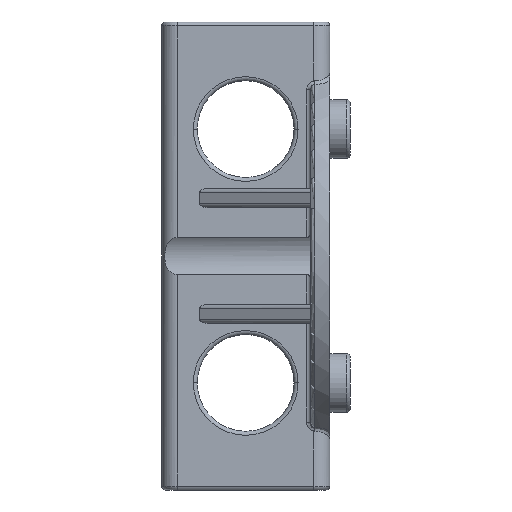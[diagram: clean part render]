
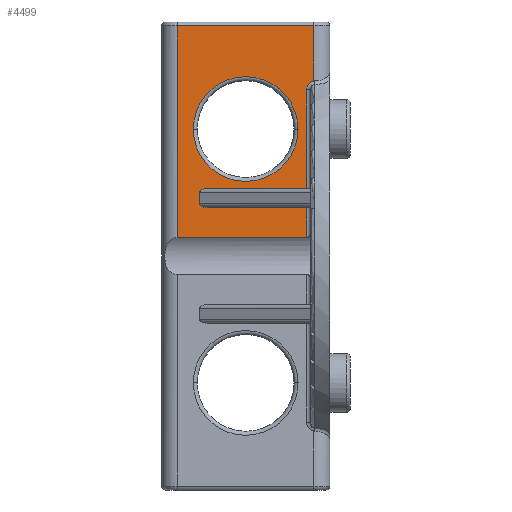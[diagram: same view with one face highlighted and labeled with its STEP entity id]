
A CAD part, left-side view. The second image highlights one B-rep face of the part: STEP entity #4499.
In plain terms, the highlighted planar face has unit normal (-1, 0, 0).
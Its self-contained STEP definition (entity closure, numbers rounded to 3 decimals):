
#54 = ORIENTED_EDGE ( 'NONE', *, *, #296, .T. ) ;
#95 = DIRECTION ( 'NONE',  ( 0., 0., 1. ) ) ;
#103 = ORIENTED_EDGE ( 'NONE', *, *, #3010, .T. ) ;
#124 = DIRECTION ( 'NONE',  ( 0., 1., 0. ) ) ;
#130 = CARTESIAN_POINT ( 'NONE',  ( -5.3, 1., 14.75 ) ) ;
#140 = EDGE_CURVE ( 'NONE', #1553, #2029, #357, .T. ) ;
#177 = CARTESIAN_POINT ( 'NONE',  ( -5.3, 8.2, 4.146 ) ) ;
#191 = CARTESIAN_POINT ( 'NONE',  ( -5.3, 7.991, 4.25 ) ) ;
#200 = EDGE_CURVE ( 'NONE', #4313, #3875, #2124, .T. ) ;
#259 = LINE ( 'NONE', #3309, #2895 ) ;
#296 = EDGE_CURVE ( 'NONE', #3043, #3654, #1648, .T. ) ;
#339 = LINE ( 'NONE', #4126, #3382 ) ;
#357 = LINE ( 'NONE', #3811, #4119 ) ;
#438 = ORIENTED_EDGE ( 'NONE', *, *, #1360, .T. ) ;
#525 = VECTOR ( 'NONE', #3469, 1000. ) ;
#554 = CARTESIAN_POINT ( 'NONE',  ( -5.3, 1.409, 10.732 ) ) ;
#570 = CARTESIAN_POINT ( 'NONE',  ( -5.3, 8.2, 4. ) ) ;
#627 = VERTEX_POINT ( 'NONE', #1045 ) ;
#630 = CARTESIAN_POINT ( 'NONE',  ( -5.3, 9.6, 1.163 ) ) ;
#646 = ORIENTED_EDGE ( 'NONE', *, *, #3668, .T. ) ;
#706 = ORIENTED_EDGE ( 'NONE', *, *, #140, .T. ) ;
#722 = ORIENTED_EDGE ( 'NONE', *, *, #2148, .F. ) ;
#750 = FACE_BOUND ( 'NONE', #832, .T. ) ;
#790 = CARTESIAN_POINT ( 'NONE',  ( -5.3, 2., 8. ) ) ;
#829 = VERTEX_POINT ( 'NONE', #3389 ) ;
#832 = EDGE_LOOP ( 'NONE', ( #3226, #103 ) ) ;
#846 = CARTESIAN_POINT ( 'NONE',  ( -5.3, 7.991, 3.05 ) ) ;
#879 = CARTESIAN_POINT ( 'NONE',  ( -5.3, 1.25, 10.941 ) ) ;
#1023 = EDGE_CURVE ( 'NONE', #2489, #3399, #3844, .T. ) ;
#1045 = CARTESIAN_POINT ( 'NONE',  ( -5.3, 1.45, 1.163 ) ) ;
#1054 = ORIENTED_EDGE ( 'NONE', *, *, #2425, .F. ) ;
#1122 = CARTESIAN_POINT ( 'NONE',  ( -5.3, 1., 14.5 ) ) ;
#1188 = CARTESIAN_POINT ( 'NONE',  ( -5.3, 8.2, 3.154 ) ) ;
#1221 = CARTESIAN_POINT ( 'NONE',  ( -5.3, 1., 11.03 ) ) ;
#1230 = DIRECTION ( 'NONE',  ( 1., 0., 0. ) ) ;
#1258 = CARTESIAN_POINT ( 'NONE',  ( -5.3, 5.3, 8. ) ) ;
#1292 = AXIS2_PLACEMENT_3D ( 'NONE', #2593, #1511, #124 ) ;
#1352 = LINE ( 'NONE', #4536, #2292 ) ;
#1360 = EDGE_CURVE ( 'NONE', #829, #3043, #339, .T. ) ;
#1437 = LINE ( 'NONE', #2226, #2161 ) ;
#1506 = CARTESIAN_POINT ( 'NONE',  ( -5.3, 8.2, 3.3 ) ) ;
#1511 = DIRECTION ( 'NONE',  ( 1., 0., 0. ) ) ;
#1514 = EDGE_LOOP ( 'NONE', ( #722, #3535, #1054, #3209, #1782, #4378, #646, #438, #54, #2368, #3491, #706 ) ) ;
#1553 = VERTEX_POINT ( 'NONE', #4232 ) ;
#1571 = EDGE_CURVE ( 'NONE', #3399, #1829, #2003, .T. ) ;
#1582 = CARTESIAN_POINT ( 'NONE',  ( -5.3, 8.2, 3.3 ) ) ;
#1648 = B_SPLINE_CURVE_WITH_KNOTS ( 'NONE', 3,
 ( #3350, #4061, #554, #879, #2995, #1221 ),
 .UNSPECIFIED., .F., .F.,
 ( 4, 2, 4 ),
 ( 0., 0., 0.001 ),
 .UNSPECIFIED. ) ;
#1727 = DIRECTION ( 'NONE',  ( 0., 1., 0. ) ) ;
#1782 = ORIENTED_EDGE ( 'NONE', *, *, #1023, .T. ) ;
#1829 = VERTEX_POINT ( 'NONE', #3333 ) ;
#1850 = LINE ( 'NONE', #1122, #2616 ) ;
#1853 = VECTOR ( 'NONE', #3685, 1000. ) ;
#1864 = CARTESIAN_POINT ( 'NONE',  ( -5.3, 1., 14.5 ) ) ;
#1867 = EDGE_CURVE ( 'NONE', #3503, #2489, #3605, .T. ) ;
#1942 = CARTESIAN_POINT ( 'NONE',  ( -5.3, 7.696, 4.25 ) ) ;
#1964 = FACE_OUTER_BOUND ( 'NONE', #1514, .T. ) ;
#2003 =( BOUNDED_CURVE ( )  B_SPLINE_CURVE ( 3, ( #570, #177, #191, #1942 ),
 .UNSPECIFIED., .F., .T. ) 
 B_SPLINE_CURVE_WITH_KNOTS ( ( 4, 4 ),
 ( 3.142, 4.712 ),
 .UNSPECIFIED. ) 
 CURVE ( )  GEOMETRIC_REPRESENTATION_ITEM ( )  RATIONAL_B_SPLINE_CURVE ( ( 1., 0.805, 0.805, 1. ) ) 
 REPRESENTATION_ITEM ( '' )  );
#2029 = VERTEX_POINT ( 'NONE', #630 ) ;
#2070 = CARTESIAN_POINT ( 'NONE',  ( -5.3, 1., 11.03 ) ) ;
#2071 = AXIS2_PLACEMENT_3D ( 'NONE', #1258, #1230, #3753 ) ;
#2124 = CIRCLE ( 'NONE', #1292, 3.3 ) ;
#2148 = EDGE_CURVE ( 'NONE', #627, #2029, #2817, .T. ) ;
#2161 = VECTOR ( 'NONE', #95, 1000. ) ;
#2211 = VERTEX_POINT ( 'NONE', #1864 ) ;
#2216 = EDGE_CURVE ( 'NONE', #627, #3982, #1437, .T. ) ;
#2226 = CARTESIAN_POINT ( 'NONE',  ( -5.3, 1.45, 14.75 ) ) ;
#2228 = CARTESIAN_POINT ( 'NONE',  ( -5.3, 7.696, 3.05 ) ) ;
#2292 = VECTOR ( 'NONE', #3128, 1000. ) ;
#2340 = EDGE_CURVE ( 'NONE', #2211, #1553, #1850, .T. ) ;
#2348 = LINE ( 'NONE', #3101, #525 ) ;
#2354 = CARTESIAN_POINT ( 'NONE',  ( -5.3, 1.45, 10.47 ) ) ;
#2368 = ORIENTED_EDGE ( 'NONE', *, *, #3118, .F. ) ;
#2414 = CARTESIAN_POINT ( 'NONE',  ( -5.3, 10.6, 1.163 ) ) ;
#2425 = EDGE_CURVE ( 'NONE', #3503, #3982, #259, .T. ) ;
#2484 = VECTOR ( 'NONE', #1727, 1000. ) ;
#2489 = VERTEX_POINT ( 'NONE', #1582 ) ;
#2564 = PLANE ( 'NONE',  #4011 ) ;
#2581 = DIRECTION ( 'NONE',  ( 1., 0., 0. ) ) ;
#2593 = CARTESIAN_POINT ( 'NONE',  ( -5.3, 5.3, 8. ) ) ;
#2616 = VECTOR ( 'NONE', #3602, 1000. ) ;
#2713 = DIRECTION ( 'NONE',  ( 0., 0., 1. ) ) ;
#2747 = CARTESIAN_POINT ( 'NONE',  ( -5.3, 7.696, 3.05 ) ) ;
#2817 = LINE ( 'NONE', #2414, #2484 ) ;
#2895 = VECTOR ( 'NONE', #4385, 1000. ) ;
#2940 = DIRECTION ( 'NONE',  ( 0., 1., 0. ) ) ;
#2995 = CARTESIAN_POINT ( 'NONE',  ( -5.3, 1.132, 11.015 ) ) ;
#3010 = EDGE_CURVE ( 'NONE', #3875, #4313, #3236, .T. ) ;
#3043 = VERTEX_POINT ( 'NONE', #2354 ) ;
#3101 = CARTESIAN_POINT ( 'NONE',  ( -5.3, 1., 14.75 ) ) ;
#3118 = EDGE_CURVE ( 'NONE', #2211, #3654, #2348, .T. ) ;
#3128 = DIRECTION ( 'NONE',  ( 0., -1., 0. ) ) ;
#3194 = CARTESIAN_POINT ( 'NONE',  ( -5.3, 8.6, 8. ) ) ;
#3209 = ORIENTED_EDGE ( 'NONE', *, *, #1867, .T. ) ;
#3226 = ORIENTED_EDGE ( 'NONE', *, *, #200, .T. ) ;
#3236 = CIRCLE ( 'NONE', #2071, 3.3 ) ;
#3309 = CARTESIAN_POINT ( 'NONE',  ( -5.3, 1., 3.05 ) ) ;
#3321 = CARTESIAN_POINT ( 'NONE',  ( -5.3, 8.2, 14.75 ) ) ;
#3333 = CARTESIAN_POINT ( 'NONE',  ( -5.3, 7.696, 4.25 ) ) ;
#3350 = CARTESIAN_POINT ( 'NONE',  ( -5.3, 1.45, 10.47 ) ) ;
#3382 = VECTOR ( 'NONE', #2713, 1000. ) ;
#3389 = CARTESIAN_POINT ( 'NONE',  ( -5.3, 1.45, 4.25 ) ) ;
#3399 = VERTEX_POINT ( 'NONE', #4252 ) ;
#3469 = DIRECTION ( 'NONE',  ( 0., 0., -1. ) ) ;
#3491 = ORIENTED_EDGE ( 'NONE', *, *, #2340, .T. ) ;
#3503 = VERTEX_POINT ( 'NONE', #2747 ) ;
#3535 = ORIENTED_EDGE ( 'NONE', *, *, #2216, .T. ) ;
#3602 = DIRECTION ( 'NONE',  ( 0., 1., 0. ) ) ;
#3605 =( BOUNDED_CURVE ( )  B_SPLINE_CURVE ( 3, ( #2228, #846, #1188, #1506 ),
 .UNSPECIFIED., .F., .T. ) 
 B_SPLINE_CURVE_WITH_KNOTS ( ( 4, 4 ),
 ( 4.712, 6.283 ),
 .UNSPECIFIED. ) 
 CURVE ( )  GEOMETRIC_REPRESENTATION_ITEM ( )  RATIONAL_B_SPLINE_CURVE ( ( 1., 0.805, 0.805, 1. ) ) 
 REPRESENTATION_ITEM ( '' )  );
#3654 = VERTEX_POINT ( 'NONE', #2070 ) ;
#3668 = EDGE_CURVE ( 'NONE', #1829, #829, #1352, .T. ) ;
#3685 = DIRECTION ( 'NONE',  ( 0., 0., 1. ) ) ;
#3717 = CARTESIAN_POINT ( 'NONE',  ( -5.3, 1.45, 3.05 ) ) ;
#3753 = DIRECTION ( 'NONE',  ( 0., 1., 0. ) ) ;
#3811 = CARTESIAN_POINT ( 'NONE',  ( -5.3, 9.6, 14.75 ) ) ;
#3844 = LINE ( 'NONE', #3321, #1853 ) ;
#3875 = VERTEX_POINT ( 'NONE', #790 ) ;
#3982 = VERTEX_POINT ( 'NONE', #3717 ) ;
#4011 = AXIS2_PLACEMENT_3D ( 'NONE', #130, #2581, #2940 ) ;
#4061 = CARTESIAN_POINT ( 'NONE',  ( -5.3, 1.45, 10.602 ) ) ;
#4119 = VECTOR ( 'NONE', #4496, 1000. ) ;
#4126 = CARTESIAN_POINT ( 'NONE',  ( -5.3, 1.45, 14.75 ) ) ;
#4232 = CARTESIAN_POINT ( 'NONE',  ( -5.3, 9.6, 14.5 ) ) ;
#4252 = CARTESIAN_POINT ( 'NONE',  ( -5.3, 8.2, 4. ) ) ;
#4313 = VERTEX_POINT ( 'NONE', #3194 ) ;
#4378 = ORIENTED_EDGE ( 'NONE', *, *, #1571, .T. ) ;
#4385 = DIRECTION ( 'NONE',  ( 0., -1., 0. ) ) ;
#4496 = DIRECTION ( 'NONE',  ( 0., 0., -1. ) ) ;
#4499 = ADVANCED_FACE ( 'NONE', ( #750, #1964 ), #2564, .F. ) ;
#4536 = CARTESIAN_POINT ( 'NONE',  ( -5.3, 1., 4.25 ) ) ;
